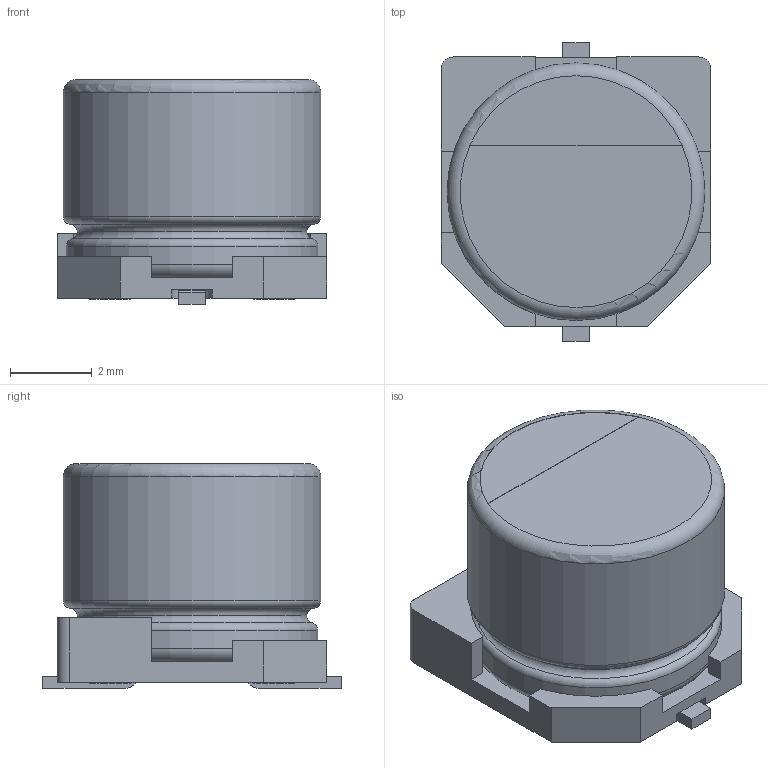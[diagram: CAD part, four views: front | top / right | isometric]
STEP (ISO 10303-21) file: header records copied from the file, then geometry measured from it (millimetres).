
FILE_DESCRIPTION(/* description */ (''),/* implementation_level */ '2;1');
FILE_NAME(/* name */ 'C_Elec_6.3x5.4.step',/* time_stamp */ '2023-10-03T20:39:42+02:00',/* author */ (''),/* organization */ (''),/* preprocessor_version */ 'ST-DEVELOPER v20',/* originating_system */ 'Autodesk Translation Framework v12.14.0.127',/* authorisation */ '');
FILE_SCHEMA (('AUTOMOTIVE_DESIGN { 1 0 10303 214 3 1 1 }'));
Length unit declared in the file: millimetre
Products named in the file (3): C_Elec_6.3x5.4; capicitor_6.3x5.5x2.2; Base_Φ6_3Capacitor
Assembly tree (2 placements, depth 2):
  C_Elec_6.3x5.4
    capicitor_6.3x5.5x2.2
    Base_Φ6_3Capacitor
Bounding box: 6.6 x 7.3 x 5.5 mm (x, y, z)
Volume: 172.1 mm3; surface area: 299.7 mm2
Topology: 2 solids, 2 shells, 121 faces, 309 edges, 204 vertices
Faces by surface type: plane 70, cylinder 44, torus 7
Full cylindrical faces by diameter (mm): 0.787 x1, 0.9 x2, 0.913 x1, 1 x4, 1.544 x1, 1.669 x1, 3.812 x1, 3.938 x1, 4.41 x1, 6.15 x1, 6.3 x1
Entity records: 3932 total; most frequent: DIRECTION 683, CARTESIAN_POINT 639, ORIENTED_EDGE 618, EDGE_CURVE 309, AXIS2_PLACEMENT_3D 248, VERTEX_POINT 204, LINE 187, VECTOR 187
